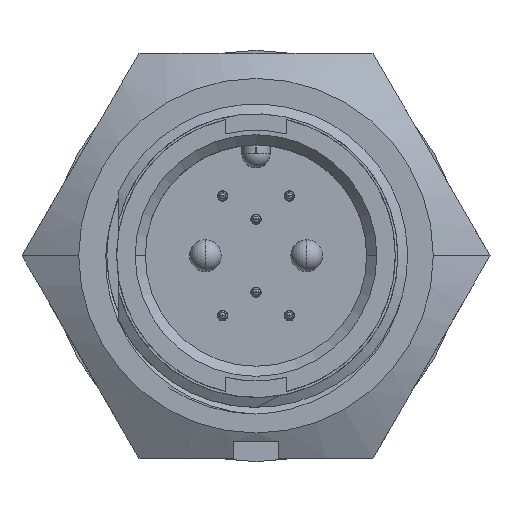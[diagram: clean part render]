
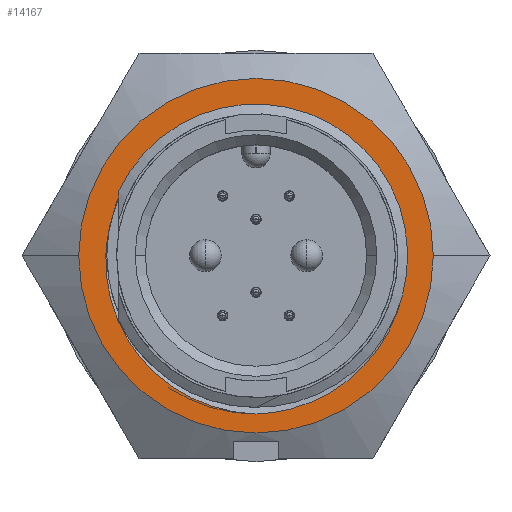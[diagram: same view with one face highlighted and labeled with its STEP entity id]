
A CAD part, top view. The second image highlights one B-rep face of the part: STEP entity #14167.
In plain terms, the highlighted planar face has unit normal (0, 0, 1).
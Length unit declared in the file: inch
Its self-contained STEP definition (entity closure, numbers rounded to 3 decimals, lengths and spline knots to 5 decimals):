
#3 = CARTESIAN_POINT ( 'NONE',  ( -0.16807, -0.25734, -0.228 ) ) ;
#10 = DIRECTION ( 'NONE',  ( 1., 0., 0. ) ) ;
#325 = FACE_OUTER_BOUND ( 'NONE', #12230, .T. ) ;
#477 = AXIS2_PLACEMENT_3D ( 'NONE', #15104, #5715, #16686 ) ;
#657 = CARTESIAN_POINT ( 'NONE',  ( 0.20298, -0.22885, -0.228 ) ) ;
#1552 = CARTESIAN_POINT ( 'NONE',  ( -0.21849, -0.2131, -0.228 ) ) ;
#2194 = CARTESIAN_POINT ( 'NONE',  ( 0.14941, -0.26946, -0.228 ) ) ;
#2448 = CARTESIAN_POINT ( 'NONE',  ( 0.28876, 0.05788, -0.228 ) ) ;
#2774 = CIRCLE ( 'NONE', #477, 0.2945 ) ;
#3101 = CARTESIAN_POINT ( 'NONE',  ( -0.25816, -0.15857, -0.228 ) ) ;
#3153 = EDGE_CURVE ( 'NONE', #19991, #3526, #13131, .T. ) ;
#3526 = VERTEX_POINT ( 'NONE', #5576 ) ;
#3536 = CARTESIAN_POINT ( 'NONE',  ( 0.28876, 0.05788, -0.228 ) ) ;
#3667 = CARTESIAN_POINT ( 'NONE',  ( 0.29594, 0.01351, -0.228 ) ) ;
#3734 = CARTESIAN_POINT ( 'NONE',  ( 0.0885, -0.29751, -0.228 ) ) ;
#4677 = CARTESIAN_POINT ( 'NONE',  ( -0.28463, -0.09675, -0.228 ) ) ;
#4784 = ORIENTED_EDGE ( 'NONE', *, *, #11806, .F. ) ;
#5281 = CARTESIAN_POINT ( 'NONE',  ( 0.2967, -0.03127, -0.228 ) ) ;
#5344 = CARTESIAN_POINT ( 'NONE',  ( 0.02252, -0.3118, -0.228 ) ) ;
#5513 = CIRCLE ( 'NONE', #13575, 0.35 ) ;
#5576 = CARTESIAN_POINT ( 'NONE',  ( -0.28876, 0.05788, -0.228 ) ) ;
#5715 = DIRECTION ( 'NONE',  ( 0., 0., 1. ) ) ;
#6199 = CARTESIAN_POINT ( 'NONE',  ( -0.04473, -0.30804, -0.228 ) ) ;
#6273 = CARTESIAN_POINT ( 'NONE',  ( -0.29673, -0.03074, -0.228 ) ) ;
#6329 = EDGE_CURVE ( 'NONE', #16517, #13532, #5513, .T. ) ;
#6687 = DIRECTION ( 'NONE',  ( 0., 0., -1. ) ) ;
#6804 = VERTEX_POINT ( 'NONE', #2448 ) ;
#6848 = CARTESIAN_POINT ( 'NONE',  ( 0.28445, -0.09743, -0.228 ) ) ;
#7061 = EDGE_CURVE ( 'NONE', #6804, #19991, #9643, .T. ) ;
#7504 = CARTESIAN_POINT ( 'NONE',  ( 0., 0., -0.228 ) ) ;
#7792 = CARTESIAN_POINT ( 'NONE',  ( -0.08828, -0.29757, -0.228 ) ) ;
#7850 = CARTESIAN_POINT ( 'NONE',  ( -0.29395, 0.03594, -0.228 ) ) ;
#7948 = AXIS2_PLACEMENT_3D ( 'NONE', #14497, #6687, #17653 ) ;
#8435 = CARTESIAN_POINT ( 'NONE',  ( 0.25809, -0.15867, -0.228 ) ) ;
#9078 = DIRECTION ( 'NONE',  ( 1., 0., 0. ) ) ;
#9367 = CARTESIAN_POINT ( 'NONE',  ( -0.14943, -0.26947, -0.228 ) ) ;
#9372 = DIRECTION ( 'NONE',  ( 0., 0., -1. ) ) ;
#9643 = B_SPLINE_CURVE_WITH_KNOTS ( 'NONE', 3,
 ( #3536, #19344, #13093, #3667, #14656, #5281, #16249, #6848, #17822, #8435, #19408, #10010, #657, #11575, #2194, #13164, #3734, #14718, #5344, #16317 ),
 .UNSPECIFIED., .F., .F.,
 ( 4, 2, 2, 2, 2, 2, 2, 2, 2, 4 ),
 ( 0., 0.00086, 0.00171, 0.00343, 0.00514, 0.00685, 0.00856, 0.01028, 0.01199, 0.0137 ),
 .UNSPECIFIED. ) ;
#9940 = AXIS2_PLACEMENT_3D ( 'NONE', #18771, #9372, #10 ) ;
#10010 = CARTESIAN_POINT ( 'NONE',  ( 0.21858, -0.21298, -0.228 ) ) ;
#10927 = CARTESIAN_POINT ( 'NONE',  ( -0.20255, -0.22923, -0.228 ) ) ;
#11575 = CARTESIAN_POINT ( 'NONE',  ( 0.16811, -0.25734, -0.228 ) ) ;
#11806 = EDGE_CURVE ( 'NONE', #6804, #3526, #2774, .T. ) ;
#12230 = EDGE_LOOP ( 'NONE', ( #17052, #15653 ) ) ;
#12285 = CARTESIAN_POINT ( 'NONE',  ( 0.35, 0., -0.228 ) ) ;
#12434 = CARTESIAN_POINT ( 'NONE',  ( 0., -0.3125, -0.228 ) ) ;
#12496 = CARTESIAN_POINT ( 'NONE',  ( -0.24626, -0.1778, -0.228 ) ) ;
#12569 = CARTESIAN_POINT ( 'NONE',  ( -0.35, 0., -0.228 ) ) ;
#12789 = FACE_BOUND ( 'NONE', #16613, .T. ) ;
#13093 = CARTESIAN_POINT ( 'NONE',  ( 0.29331, 0.03584, -0.228 ) ) ;
#13131 = B_SPLINE_CURVE_WITH_KNOTS ( 'NONE', 3,
 ( #12434, #20291, #15598, #6199, #17171, #7792, #18765, #9367, #3, #10927, #1552, #12496, #3101, #14084, #4677, #15658, #6273, #17234, #7850, #18827 ),
 .UNSPECIFIED., .F., .F.,
 ( 4, 2, 2, 2, 2, 2, 2, 2, 2, 4 ),
 ( 0., 0.00086, 0.00171, 0.00343, 0.00514, 0.00685, 0.00856, 0.01028, 0.01199, 0.0137 ),
 .UNSPECIFIED. ) ;
#13164 = CARTESIAN_POINT ( 'NONE',  ( 0.10971, -0.28953, -0.228 ) ) ;
#13276 = ORIENTED_EDGE ( 'NONE', *, *, #3153, .T. ) ;
#13532 = VERTEX_POINT ( 'NONE', #12569 ) ;
#13575 = AXIS2_PLACEMENT_3D ( 'NONE', #7504, #18474, #9078 ) ;
#14084 = CARTESIAN_POINT ( 'NONE',  ( -0.27742, -0.11786, -0.228 ) ) ;
#14167 = ADVANCED_FACE ( 'NONE', ( #12789, #325 ), #19174, .F. ) ;
#14497 = CARTESIAN_POINT ( 'NONE',  ( 0.23094, 0.4, -0.228 ) ) ;
#14656 = CARTESIAN_POINT ( 'NONE',  ( 0.2966, 0.00224, -0.228 ) ) ;
#14718 = CARTESIAN_POINT ( 'NONE',  ( 0.04496, -0.30862, -0.228 ) ) ;
#15104 = CARTESIAN_POINT ( 'NONE',  ( 0., 0., -0.228 ) ) ;
#15598 = CARTESIAN_POINT ( 'NONE',  ( -0.02246, -0.31119, -0.228 ) ) ;
#15653 = ORIENTED_EDGE ( 'NONE', *, *, #15695, .F. ) ;
#15658 = CARTESIAN_POINT ( 'NONE',  ( -0.2943, -0.05334, -0.228 ) ) ;
#15695 = EDGE_CURVE ( 'NONE', #13532, #16517, #16698, .T. ) ;
#16249 = CARTESIAN_POINT ( 'NONE',  ( 0.2943, -0.05346, -0.228 ) ) ;
#16317 = CARTESIAN_POINT ( 'NONE',  ( 0., -0.3125, -0.228 ) ) ;
#16517 = VERTEX_POINT ( 'NONE', #12285 ) ;
#16613 = EDGE_LOOP ( 'NONE', ( #19247, #13276, #4784 ) ) ;
#16686 = DIRECTION ( 'NONE',  ( -1., 0., 0. ) ) ;
#16698 = CIRCLE ( 'NONE', #9940, 0.35 ) ;
#17052 = ORIENTED_EDGE ( 'NONE', *, *, #6329, .F. ) ;
#17171 = CARTESIAN_POINT ( 'NONE',  ( -0.0558, -0.30585, -0.228 ) ) ;
#17234 = CARTESIAN_POINT ( 'NONE',  ( -0.29654, 0.01383, -0.228 ) ) ;
#17653 = DIRECTION ( 'NONE',  ( 1., 0., 0. ) ) ;
#17822 = CARTESIAN_POINT ( 'NONE',  ( 0.27717, -0.11846, -0.228 ) ) ;
#18474 = DIRECTION ( 'NONE',  ( 0., 0., -1. ) ) ;
#18765 = CARTESIAN_POINT ( 'NONE',  ( -0.1092, -0.28976, -0.228 ) ) ;
#18771 = CARTESIAN_POINT ( 'NONE',  ( 0., 0., -0.228 ) ) ;
#18827 = CARTESIAN_POINT ( 'NONE',  ( -0.28876, 0.05788, -0.228 ) ) ;
#19174 = PLANE ( 'NONE',  #7948 ) ;
#19247 = ORIENTED_EDGE ( 'NONE', *, *, #7061, .T. ) ;
#19344 = CARTESIAN_POINT ( 'NONE',  ( 0.29136, 0.04691, -0.228 ) ) ;
#19408 = CARTESIAN_POINT ( 'NONE',  ( 0.24611, -0.178, -0.228 ) ) ;
#19792 = CARTESIAN_POINT ( 'NONE',  ( 0., -0.3125, -0.228 ) ) ;
#19991 = VERTEX_POINT ( 'NONE', #19792 ) ;
#20291 = CARTESIAN_POINT ( 'NONE',  ( -0.01126, -0.31215, -0.228 ) ) ;
